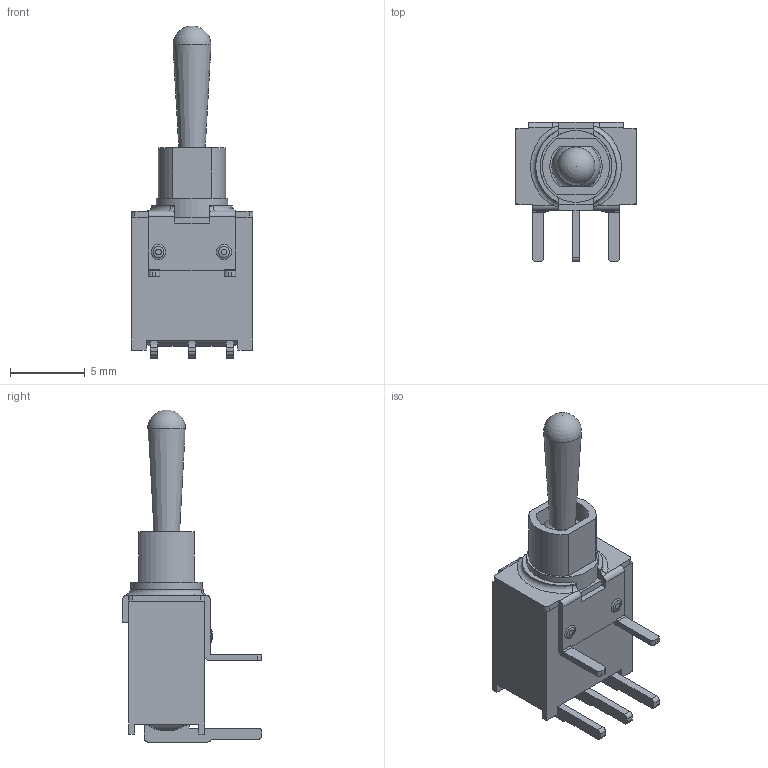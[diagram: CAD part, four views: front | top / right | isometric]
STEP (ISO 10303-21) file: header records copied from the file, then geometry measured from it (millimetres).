
FILE_DESCRIPTION(/* description */ (''),/* implementation_level */ '2;1');
FILE_NAME(/* name */ '200AWMSP3T3A1M6QE.stp',/* time_stamp */ '2026-01-22T10:22:18-06:00',/* author */ ('mroman'),/* organization */ (''),/* preprocessor_version */ 'ST-DEVELOPER v18.1',/* originating_system */ 'Autodesk Inventor 2022',/* authorisation */ '');
FILE_SCHEMA (('AUTOMOTIVE_DESIGN { 1 0 10303 214 3 1 1 }'));
Length unit declared in the file: millimetre
Products named in the file (1): 200AWMSP3T3A1M6QE
Bounding box: 8.13 x 9.3 x 22.2 mm (x, y, z)
Volume: 472 mm3; surface area: 582.2 mm2
Topology: 1 solids, 1 shells, 152 faces, 417 edges, 272 vertices
Faces by surface type: plane 94, cylinder 41, bspline 10, cone 3, torus 2, sphere 2
Full cylindrical faces by diameter (mm): 4.8 x1
Entity records: 5294 total; most frequent: CARTESIAN_POINT 1373, ORIENTED_EDGE 832, DIRECTION 785, EDGE_CURVE 416, LINE 273, VECTOR 273, VERTEX_POINT 272, AXIS2_PLACEMENT_3D 256
